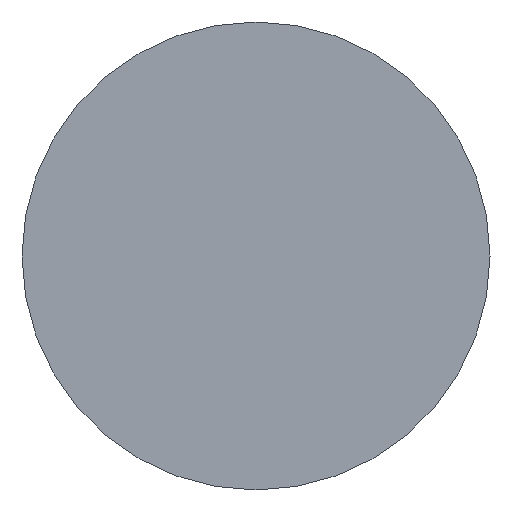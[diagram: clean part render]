
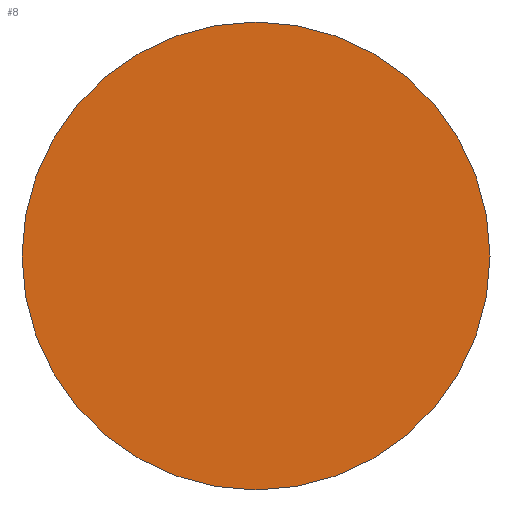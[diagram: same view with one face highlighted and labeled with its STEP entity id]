
A CAD part, left-side view. The second image highlights one B-rep face of the part: STEP entity #8.
In plain terms, the highlighted planar face has unit normal (-1, 0, 0).
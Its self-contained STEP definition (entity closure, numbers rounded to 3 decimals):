
#3 = DIRECTION ( 'NONE',  ( 0., 0., 1. ) ) ;
#8 = ADVANCED_FACE ( 'NONE', ( #121 ), #155, .F. ) ;
#16 = DIRECTION ( 'NONE',  ( 0., 0., 1. ) ) ;
#17 = DIRECTION ( 'NONE',  ( -1., 0., 0. ) ) ;
#18 = CARTESIAN_POINT ( 'NONE',  ( 452.271, -45.578, 25. ) ) ;
#46 = CARTESIAN_POINT ( 'NONE',  ( 452.271, -45.578, -25. ) ) ;
#47 = CIRCLE ( 'NONE', #186, 25. ) ;
#59 = DIRECTION ( 'NONE',  ( 0., 0., -1. ) ) ;
#67 = CARTESIAN_POINT ( 'NONE',  ( 452.271, -45.578, 0. ) ) ;
#79 = EDGE_CURVE ( 'NONE', #147, #88, #47, .T. ) ;
#82 = EDGE_LOOP ( 'NONE', ( #166, #135 ) ) ;
#87 = DIRECTION ( 'NONE',  ( 1., 0., 0. ) ) ;
#88 = VERTEX_POINT ( 'NONE', #18 ) ;
#103 = CARTESIAN_POINT ( 'NONE',  ( 452.271, -45.578, 0. ) ) ;
#105 = CIRCLE ( 'NONE', #115, 25. ) ;
#115 = AXIS2_PLACEMENT_3D ( 'NONE', #175, #17, #16 ) ;
#121 = FACE_OUTER_BOUND ( 'NONE', #82, .T. ) ;
#135 = ORIENTED_EDGE ( 'NONE', *, *, #79, .T. ) ;
#144 = AXIS2_PLACEMENT_3D ( 'NONE', #103, #87, #59 ) ;
#147 = VERTEX_POINT ( 'NONE', #46 ) ;
#155 = PLANE ( 'NONE',  #144 ) ;
#161 = EDGE_CURVE ( 'NONE', #88, #147, #105, .T. ) ;
#166 = ORIENTED_EDGE ( 'NONE', *, *, #161, .T. ) ;
#175 = CARTESIAN_POINT ( 'NONE',  ( 452.271, -45.578, 0. ) ) ;
#185 = DIRECTION ( 'NONE',  ( -1., 0., 0. ) ) ;
#186 = AXIS2_PLACEMENT_3D ( 'NONE', #67, #185, #3 ) ;
